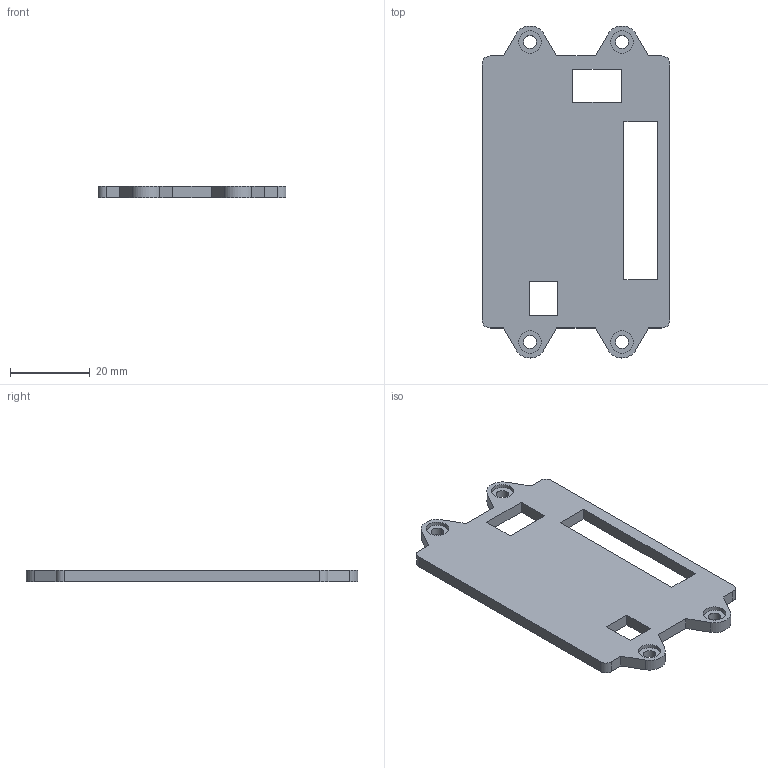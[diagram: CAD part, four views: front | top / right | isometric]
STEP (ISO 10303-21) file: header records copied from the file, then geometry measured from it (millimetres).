
FILE_DESCRIPTION (( 'STEP AP203' ), '1' );
FILE_NAME ('imu¸Ç°å.STEP', '2025-03-17T05:33:58', ( 'zhouli' ), ( '' ), 'SwSTEP 2.0', 'SolidWorks 2019', '' );
FILE_SCHEMA (( 'CONFIG_CONTROL_DESIGN' ));
Length unit declared in the file: millimetre
Products named in the file (1): imu裔啣
Bounding box: 47 x 83 x 3 mm (x, y, z)
Volume: 8729.8 mm3; surface area: 7294.5 mm2
Topology: 1 solids, 1 shells, 58 faces, 156 edges, 104 vertices
Faces by surface type: plane 34, cylinder 24
Entity records: 1933 total; most frequent: DIRECTION 322, CARTESIAN_POINT 319, ORIENTED_EDGE 312, EDGE_CURVE 156, VECTOR 108, LINE 108, AXIS2_PLACEMENT_3D 107, VERTEX_POINT 104
